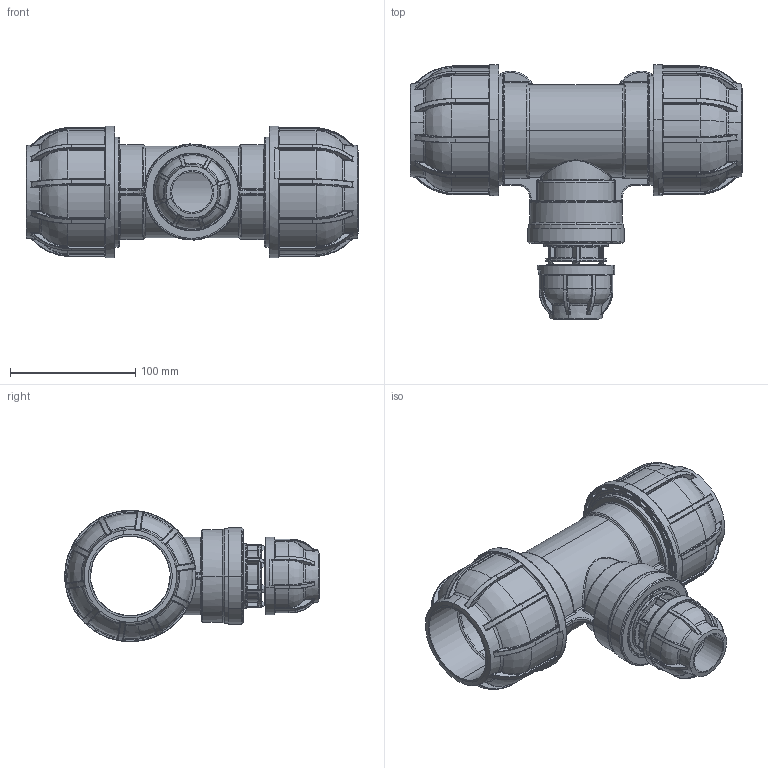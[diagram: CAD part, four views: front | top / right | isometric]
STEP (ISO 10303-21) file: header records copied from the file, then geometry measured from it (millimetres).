
FILE_DESCRIPTION (( 'STEP AP203' ), '1' );
FILE_NAME ('R247.063.032.STEP', '2016-10-19T11:58:37', ( '' ), ( '' ), 'SwSTEP 2.0', 'SolidWorks 2016', '' );
FILE_SCHEMA (( 'CONFIG_CONTROL_DESIGN' ));
Length unit declared in the file: millimetre
Products named in the file (1): R247.063.032
Bounding box: 265.6 x 203.64 x 104.99 mm (x, y, z)
Surface area: 203072 mm2 (no closed solid volume)
Topology: 0 solids, 90 shells, 1662 faces, 5843 edges, 4007 vertices
Faces by surface type: bspline 774, cylinder 486, plane 361, cone 41
Entity records: 91778 total; most frequent: CARTESIAN_POINT 50098, ORIENTED_EDGE 8680, DIRECTION 7224, EDGE_CURVE 5812, VERTEX_POINT 4007, AXIS2_PLACEMENT_3D 2789, B_SPLINE_CURVE_WITH_KNOTS 1902, CIRCLE 1900
